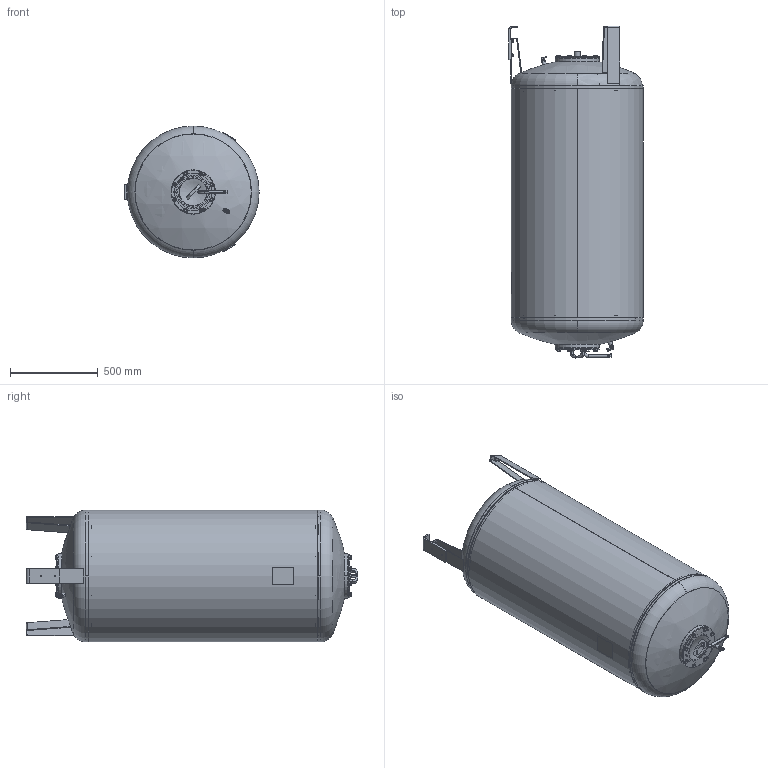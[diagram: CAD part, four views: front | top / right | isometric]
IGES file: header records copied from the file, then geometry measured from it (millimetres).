
Global section: file name: No Iges File Name specified; native system: Autodesk Inventor 2009; preprocessor: AutoDesk Inventor Iges Exporter R2009; author: CADJOBServer; date: 20091012.112126; units: millimetre
Bounding box: 763.96 x 1887.68 x 750 mm (x, y, z)
Volume: 17729389.4 mm3; surface area: 11959577.2 mm2
Topology: 29 solids, 29 shells, 1737 faces, 4308 edges, 2751 vertices
Faces by surface type: plane 642, bspline 295, revolution 262, cylinder 242, cone 237, torus 56, sphere 3
